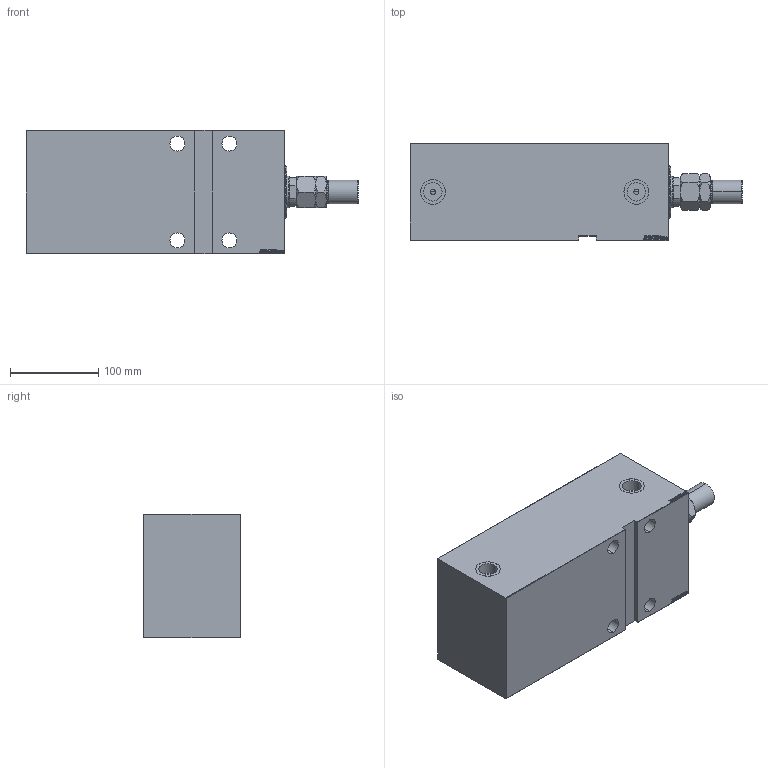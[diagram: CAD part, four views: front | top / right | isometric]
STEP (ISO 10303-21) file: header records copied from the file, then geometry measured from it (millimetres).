
FILE_DESCRIPTION (( 'STEP AP203' ), '1' );
FILE_NAME ('fd75.STEP', '2022-04-17T13:47:38', ( '' ), ( '' ), 'SwSTEP 2.0', 'SolidWorks 2019', '' );
FILE_SCHEMA (( 'CONFIG_CONTROL_DESIGN' ));
Length unit declared in the file: millimetre
Products named in the file (5): fd75; V450CM_VC_G 33f478f9e695d617a59f21f9a8175a8b; MTA 33f478f9e695d617a59f21f9a8175a8b; V450CM_G_VCP 33f478f9e695d617a59f21f9a8175a8b; V450CM_G_Body 33f478f9e695d617a59f21f9a8175a8b
Assembly tree (4 placements, depth 2):
  fd75
    V450CM_G_Body 33f478f9e695d617a59f21f9a8175a8b
    V450CM_G_VCP 33f478f9e695d617a59f21f9a8175a8b
    V450CM_VC_G 33f478f9e695d617a59f21f9a8175a8b
    MTA 33f478f9e695d617a59f21f9a8175a8b
Bounding box: 377 x 110 x 140 mm (x, y, z)
Volume: 3470726.3 mm3; surface area: 351519.8 mm2
Topology: 4 solids, 4 shells, 923 faces, 2343 edges, 1541 vertices
Faces by surface type: plane 431, bspline 380, cylinder 68, cone 42, torus 2
Entity records: 45408 total; most frequent: CARTESIAN_POINT 25178, ORIENTED_EDGE 4682, DIRECTION 2791, EDGE_CURVE 2341, VERTEX_POINT 1541, VECTOR 1347, LINE 1347, EDGE_LOOP 1052
